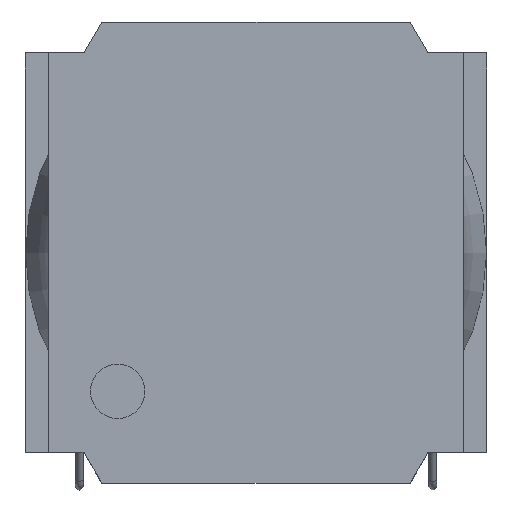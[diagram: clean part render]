
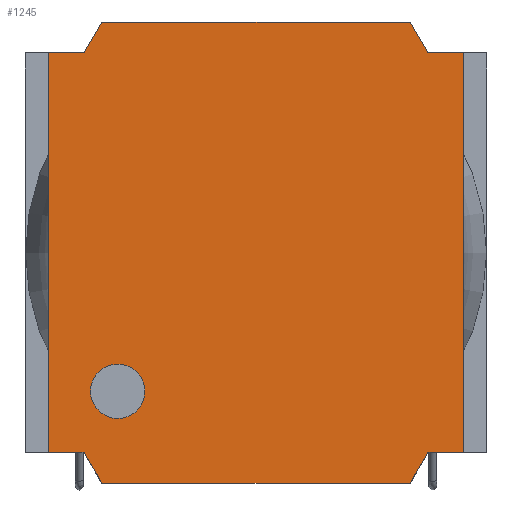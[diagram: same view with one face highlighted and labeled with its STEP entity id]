
A CAD part, top view. The second image highlights one B-rep face of the part: STEP entity #1245.
In plain terms, the highlighted planar face has unit normal (0, 0, 1).
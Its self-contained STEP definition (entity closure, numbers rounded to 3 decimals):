
#52=CIRCLE('',#1291,0.177);
#142=ORIENTED_EDGE('',*,*,#335,.F.);
#143=ORIENTED_EDGE('',*,*,#363,.F.);
#144=ORIENTED_EDGE('',*,*,#360,.F.);
#145=ORIENTED_EDGE('',*,*,#357,.F.);
#146=ORIENTED_EDGE('',*,*,#354,.F.);
#147=ORIENTED_EDGE('',*,*,#351,.F.);
#148=ORIENTED_EDGE('',*,*,#347,.F.);
#149=ORIENTED_EDGE('',*,*,#345,.F.);
#150=ORIENTED_EDGE('',*,*,#343,.F.);
#151=ORIENTED_EDGE('',*,*,#341,.F.);
#152=ORIENTED_EDGE('',*,*,#339,.F.);
#153=ORIENTED_EDGE('',*,*,#337,.F.);
#154=ORIENTED_EDGE('',*,*,#332,.F.);
#332=EDGE_CURVE('',#457,#457,#52,.T.);
#335=EDGE_CURVE('',#459,#460,#542,.T.);
#337=EDGE_CURVE('',#460,#461,#544,.T.);
#339=EDGE_CURVE('',#461,#462,#546,.T.);
#341=EDGE_CURVE('',#462,#463,#548,.T.);
#343=EDGE_CURVE('',#463,#464,#550,.T.);
#345=EDGE_CURVE('',#464,#465,#552,.T.);
#347=EDGE_CURVE('',#465,#466,#554,.T.);
#351=EDGE_CURVE('',#466,#469,#558,.T.);
#354=EDGE_CURVE('',#469,#471,#561,.T.);
#357=EDGE_CURVE('',#471,#473,#564,.T.);
#360=EDGE_CURVE('',#473,#475,#567,.T.);
#363=EDGE_CURVE('',#475,#459,#570,.T.);
#457=VERTEX_POINT('',#1643);
#459=VERTEX_POINT('',#1648);
#460=VERTEX_POINT('',#1650);
#461=VERTEX_POINT('',#1654);
#462=VERTEX_POINT('',#1658);
#463=VERTEX_POINT('',#1662);
#464=VERTEX_POINT('',#1666);
#465=VERTEX_POINT('',#1670);
#466=VERTEX_POINT('',#1674);
#469=VERTEX_POINT('',#1682);
#471=VERTEX_POINT('',#1688);
#473=VERTEX_POINT('',#1694);
#475=VERTEX_POINT('',#1700);
#542=LINE('',#1649,#634);
#544=LINE('',#1653,#636);
#546=LINE('',#1657,#638);
#548=LINE('',#1661,#640);
#550=LINE('',#1665,#642);
#552=LINE('',#1669,#644);
#554=LINE('',#1673,#646);
#558=LINE('',#1681,#650);
#561=LINE('',#1687,#653);
#564=LINE('',#1693,#656);
#567=LINE('',#1699,#659);
#570=LINE('',#1704,#662);
#634=VECTOR('',#1391,1000.);
#636=VECTOR('',#1395,1000.);
#638=VECTOR('',#1399,1000.);
#640=VECTOR('',#1403,1000.);
#642=VECTOR('',#1407,1000.);
#644=VECTOR('',#1411,1000.);
#646=VECTOR('',#1415,1000.);
#650=VECTOR('',#1421,1000.);
#653=VECTOR('',#1426,1000.);
#656=VECTOR('',#1431,1000.);
#659=VECTOR('',#1436,1000.);
#662=VECTOR('',#1441,1000.);
#734=EDGE_LOOP('',(#142,#143,#144,#145,#146,#147,#148,#149,#150,#151,#152,
#153));
#735=EDGE_LOOP('',(#154));
#796=FACE_BOUND('',#734,.T.);
#797=FACE_BOUND('',#735,.T.);
#856=PLANE('',#1306);
#1245=ADVANCED_FACE('',(#796,#797),#856,.F.);
#1291=AXIS2_PLACEMENT_3D('',#1642,#1385,#1386);
#1306=AXIS2_PLACEMENT_3D('',#1707,#1446,#1447);
#1385=DIRECTION('',(0.,0.,1.));
#1386=DIRECTION('',(0.,1.,0.));
#1391=DIRECTION('',(-1.,0.,0.));
#1395=DIRECTION('',(0.,1.,0.));
#1399=DIRECTION('',(-0.866,0.5,0.));
#1403=DIRECTION('',(0.,1.,0.));
#1407=DIRECTION('',(0.866,0.5,0.));
#1411=DIRECTION('',(0.,1.,0.));
#1415=DIRECTION('',(1.,0.,0.));
#1421=DIRECTION('',(0.,-1.,0.));
#1426=DIRECTION('',(0.866,-0.5,0.));
#1431=DIRECTION('',(0.,-1.,0.));
#1436=DIRECTION('',(-0.866,-0.5,0.));
#1441=DIRECTION('',(0.,-1.,0.));
#1446=DIRECTION('',(0.,0.,-1.));
#1447=DIRECTION('',(-1.,0.,0.));
#1642=CARTESIAN_POINT('',(0.903,-0.9,0.6));
#1643=CARTESIAN_POINT('',(0.903,-0.723,0.6));
#1648=CARTESIAN_POINT('',(1.3,-1.35,0.6));
#1649=CARTESIAN_POINT('',(-1.3,-1.35,0.6));
#1650=CARTESIAN_POINT('',(-1.3,-1.35,0.6));
#1653=CARTESIAN_POINT('',(-1.3,-1.35,0.6));
#1654=CARTESIAN_POINT('',(-1.3,-1.119,0.6));
#1657=CARTESIAN_POINT('',(-1.3,-1.119,0.6));
#1658=CARTESIAN_POINT('',(-1.5,-1.004,0.6));
#1661=CARTESIAN_POINT('',(-1.5,1.004,0.6));
#1662=CARTESIAN_POINT('',(-1.5,1.004,0.6));
#1665=CARTESIAN_POINT('',(-1.3,1.119,0.6));
#1666=CARTESIAN_POINT('',(-1.3,1.119,0.6));
#1669=CARTESIAN_POINT('',(-1.3,1.35,0.6));
#1670=CARTESIAN_POINT('',(-1.3,1.35,0.6));
#1673=CARTESIAN_POINT('',(1.3,1.35,0.6));
#1674=CARTESIAN_POINT('',(1.3,1.35,0.6));
#1681=CARTESIAN_POINT('',(1.3,1.35,0.6));
#1682=CARTESIAN_POINT('',(1.3,1.119,0.6));
#1687=CARTESIAN_POINT('',(1.3,1.119,0.6));
#1688=CARTESIAN_POINT('',(1.5,1.004,0.6));
#1693=CARTESIAN_POINT('',(1.5,-1.004,0.6));
#1694=CARTESIAN_POINT('',(1.5,-1.004,0.6));
#1699=CARTESIAN_POINT('',(1.3,-1.119,0.6));
#1700=CARTESIAN_POINT('',(1.3,-1.119,0.6));
#1704=CARTESIAN_POINT('',(1.3,-1.35,0.6));
#1707=CARTESIAN_POINT('',(0.,0.,0.6));
